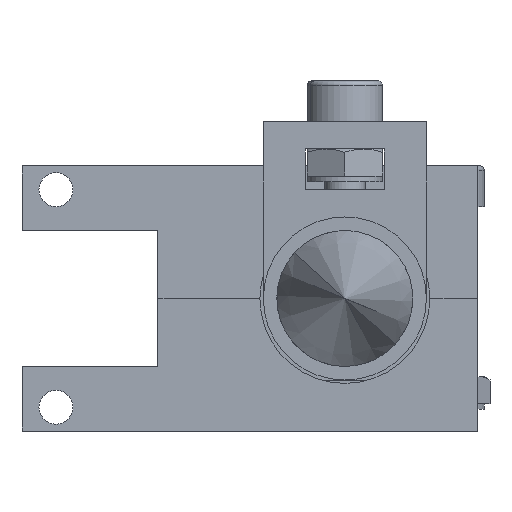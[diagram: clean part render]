
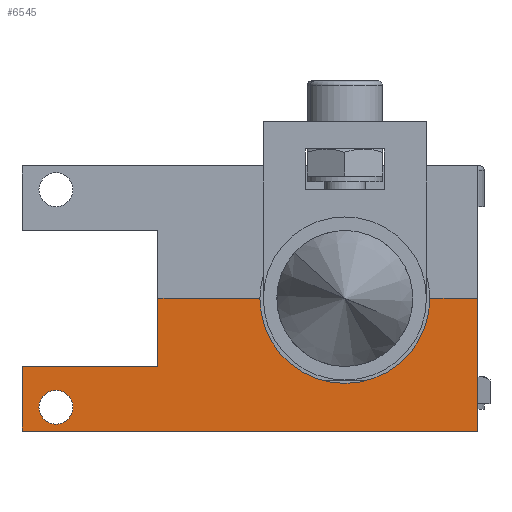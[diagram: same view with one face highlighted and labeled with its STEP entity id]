
A CAD part, front view. The second image highlights one B-rep face of the part: STEP entity #6545.
In plain terms, the highlighted planar face has unit normal (0, -1, 0).
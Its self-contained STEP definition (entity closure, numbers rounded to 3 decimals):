
#18 = CARTESIAN_POINT ( 'NONE',  ( -21.25, -56.093, 0.5 ) ) ;
#23 = DIRECTION ( 'NONE',  ( 0., 0., -1. ) ) ;
#76 = VERTEX_POINT ( 'NONE', #2990 ) ;
#186 = LINE ( 'NONE', #6441, #2920 ) ;
#548 = VERTEX_POINT ( 'NONE', #2279 ) ;
#559 = EDGE_CURVE ( 'NONE', #548, #76, #3687, .T. ) ;
#694 = VERTEX_POINT ( 'NONE', #1249 ) ;
#805 = CARTESIAN_POINT ( 'NONE',  ( 9.75, -56.093, 9.75 ) ) ;
#873 = DIRECTION ( 'NONE',  ( 0., -1., 0. ) ) ;
#929 = DIRECTION ( 'NONE',  ( 0., 0., 1. ) ) ;
#932 = LINE ( 'NONE', #1004, #6948 ) ;
#1004 = CARTESIAN_POINT ( 'NONE',  ( -6.25, -56.093, 9.75 ) ) ;
#1007 = ORIENTED_EDGE ( 'NONE', *, *, #5882, .T. ) ;
#1012 = EDGE_CURVE ( 'NONE', #4413, #7239, #932, .T. ) ;
#1051 = LINE ( 'NONE', #2390, #7073 ) ;
#1172 = AXIS2_PLACEMENT_3D ( 'NONE', #6773, #3284, #7348 ) ;
#1249 = CARTESIAN_POINT ( 'NONE',  ( 9.75, -56.093, 9.714 ) ) ;
#1338 = CARTESIAN_POINT ( 'NONE',  ( -6.25, -56.093, 9.75 ) ) ;
#1459 = ORIENTED_EDGE ( 'NONE', *, *, #3366, .T. ) ;
#1584 = DIRECTION ( 'NONE',  ( 0., 1., 0. ) ) ;
#1593 = ORIENTED_EDGE ( 'NONE', *, *, #7451, .T. ) ;
#1769 = ORIENTED_EDGE ( 'NONE', *, *, #6919, .T. ) ;
#1770 = CARTESIAN_POINT ( 'NONE',  ( -13.75, -56.093, 9.75 ) ) ;
#2021 = AXIS2_PLACEMENT_3D ( 'NONE', #2521, #3100, #7171 ) ;
#2232 = CARTESIAN_POINT ( 'NONE',  ( 0., -56.093, 9.75 ) ) ;
#2259 = ORIENTED_EDGE ( 'NONE', *, *, #559, .T. ) ;
#2279 = CARTESIAN_POINT ( 'NONE',  ( -13.75, -56.093, 4.75 ) ) ;
#2390 = CARTESIAN_POINT ( 'NONE',  ( -23.75, -56.093, 0. ) ) ;
#2410 = VERTEX_POINT ( 'NONE', #805 ) ;
#2419 = EDGE_CURVE ( 'NONE', #5330, #5892, #6440, .T. ) ;
#2435 = DIRECTION ( 'NONE',  ( -1., 0., 0. ) ) ;
#2521 = CARTESIAN_POINT ( 'NONE',  ( -21.25, -56.093, 1.75 ) ) ;
#2562 = CIRCLE ( 'NONE', #5161, 1.25 ) ;
#2864 = CARTESIAN_POINT ( 'NONE',  ( -13.75, -56.093, 4.75 ) ) ;
#2875 = DIRECTION ( 'NONE',  ( 0., 0., -1. ) ) ;
#2920 = VECTOR ( 'NONE', #3550, 1000. ) ;
#2956 = CARTESIAN_POINT ( 'NONE',  ( -23.75, -56.093, 4.75 ) ) ;
#2966 = EDGE_CURVE ( 'NONE', #694, #2410, #7459, .T. ) ;
#2990 = CARTESIAN_POINT ( 'NONE',  ( -23.75, -56.093, 4.75 ) ) ;
#3100 = DIRECTION ( 'NONE',  ( 0., 1., 0. ) ) ;
#3164 = EDGE_CURVE ( 'NONE', #7239, #548, #4835, .T. ) ;
#3275 = ORIENTED_EDGE ( 'NONE', *, *, #6920, .T. ) ;
#3278 = VECTOR ( 'NONE', #2435, 1000. ) ;
#3284 = DIRECTION ( 'NONE',  ( 0., -1., 0. ) ) ;
#3366 = EDGE_CURVE ( 'NONE', #2410, #4219, #3656, .T. ) ;
#3373 = FACE_OUTER_BOUND ( 'NONE', #7313, .T. ) ;
#3485 = CARTESIAN_POINT ( 'NONE',  ( -21.25, -56.093, 3. ) ) ;
#3507 = VERTEX_POINT ( 'NONE', #4495 ) ;
#3550 = DIRECTION ( 'NONE',  ( 0.002, 0., 1. ) ) ;
#3656 = LINE ( 'NONE', #3671, #3278 ) ;
#3671 = CARTESIAN_POINT ( 'NONE',  ( 6.25, -56.093, 9.75 ) ) ;
#3687 = LINE ( 'NONE', #2864, #3776 ) ;
#3776 = VECTOR ( 'NONE', #7473, 1000. ) ;
#3792 = CARTESIAN_POINT ( 'NONE',  ( 0., -56.093, 9.75 ) ) ;
#4168 = DIRECTION ( 'NONE',  ( 1., 0., 0. ) ) ;
#4219 = VERTEX_POINT ( 'NONE', #6953 ) ;
#4221 = CARTESIAN_POINT ( 'NONE',  ( -13.75, -56.093, 9.75 ) ) ;
#4346 = PLANE ( 'NONE',  #4972 ) ;
#4393 = VERTEX_POINT ( 'NONE', #7183 ) ;
#4413 = VERTEX_POINT ( 'NONE', #1338 ) ;
#4473 = CIRCLE ( 'NONE', #5477, 6.25 ) ;
#4495 = CARTESIAN_POINT ( 'NONE',  ( -23.75, -56.093, 0. ) ) ;
#4503 = DIRECTION ( 'NONE',  ( 0., 1., 0. ) ) ;
#4505 = DIRECTION ( 'NONE',  ( 0., 0., -1. ) ) ;
#4530 = DIRECTION ( 'NONE',  ( -1., 0., 0. ) ) ;
#4811 = ORIENTED_EDGE ( 'NONE', *, *, #3164, .T. ) ;
#4835 = LINE ( 'NONE', #1770, #6010 ) ;
#4972 = AXIS2_PLACEMENT_3D ( 'NONE', #3792, #873, #7238 ) ;
#5035 = CARTESIAN_POINT ( 'NONE',  ( -21.25, -56.093, 1.75 ) ) ;
#5161 = AXIS2_PLACEMENT_3D ( 'NONE', #5035, #4503, #929 ) ;
#5164 = ORIENTED_EDGE ( 'NONE', *, *, #2419, .T. ) ;
#5286 = ORIENTED_EDGE ( 'NONE', *, *, #6234, .T. ) ;
#5297 = ORIENTED_EDGE ( 'NONE', *, *, #2966, .T. ) ;
#5330 = VERTEX_POINT ( 'NONE', #3485 ) ;
#5477 = AXIS2_PLACEMENT_3D ( 'NONE', #2232, #1584, #4505 ) ;
#5732 = FACE_BOUND ( 'NONE', #5798, .T. ) ;
#5798 = EDGE_LOOP ( 'NONE', ( #5164, #1593 ) ) ;
#5882 = EDGE_CURVE ( 'NONE', #3507, #4393, #1051, .T. ) ;
#5892 = VERTEX_POINT ( 'NONE', #18 ) ;
#6010 = VECTOR ( 'NONE', #2875, 1000. ) ;
#6234 = EDGE_CURVE ( 'NONE', #4219, #4413, #4473, .T. ) ;
#6287 = LINE ( 'NONE', #2956, #7478 ) ;
#6440 = CIRCLE ( 'NONE', #2021, 1.25 ) ;
#6441 = CARTESIAN_POINT ( 'NONE',  ( 9.732, -56.093, 0. ) ) ;
#6545 = ADVANCED_FACE ( 'NONE', ( #5732, #3373 ), #4346, .T. ) ;
#6773 = CARTESIAN_POINT ( 'NONE',  ( 0., -56.093, 9.75 ) ) ;
#6919 = EDGE_CURVE ( 'NONE', #76, #3507, #6287, .T. ) ;
#6920 = EDGE_CURVE ( 'NONE', #4393, #694, #186, .T. ) ;
#6948 = VECTOR ( 'NONE', #4530, 1000. ) ;
#6953 = CARTESIAN_POINT ( 'NONE',  ( 6.25, -56.093, 9.75 ) ) ;
#7073 = VECTOR ( 'NONE', #4168, 1000. ) ;
#7171 = DIRECTION ( 'NONE',  ( 0., 0., 1. ) ) ;
#7183 = CARTESIAN_POINT ( 'NONE',  ( 9.732, -56.093, 0. ) ) ;
#7238 = DIRECTION ( 'NONE',  ( 0., 0., -1. ) ) ;
#7239 = VERTEX_POINT ( 'NONE', #4221 ) ;
#7313 = EDGE_LOOP ( 'NONE', ( #7352, #4811, #2259, #1769, #1007, #3275, #5297, #1459, #5286 ) ) ;
#7348 = DIRECTION ( 'NONE',  ( 0., 0., -1. ) ) ;
#7352 = ORIENTED_EDGE ( 'NONE', *, *, #1012, .T. ) ;
#7451 = EDGE_CURVE ( 'NONE', #5892, #5330, #2562, .T. ) ;
#7459 = CIRCLE ( 'NONE', #1172, 9.75 ) ;
#7473 = DIRECTION ( 'NONE',  ( -1., 0., 0. ) ) ;
#7478 = VECTOR ( 'NONE', #23, 1000. ) ;
